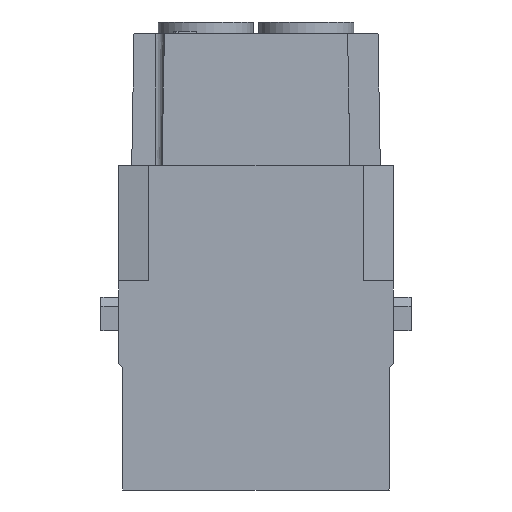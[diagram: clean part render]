
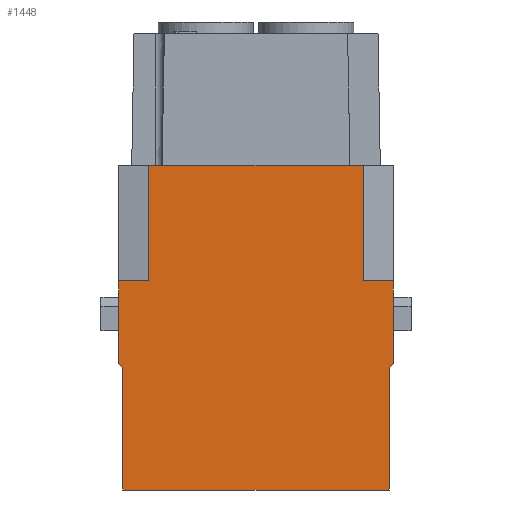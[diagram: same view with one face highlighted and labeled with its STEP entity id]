
A CAD part, left-side view. The second image highlights one B-rep face of the part: STEP entity #1448.
In plain terms, the highlighted planar face has unit normal (-1, 0, 0).
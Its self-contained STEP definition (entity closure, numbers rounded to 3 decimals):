
#1097=FACE_OUTER_BOUND('',#2319,.T.);
#1448=ADVANCED_FACE('',(#1097),#1709,.T.);
#1709=PLANE('',#6619);
#2319=EDGE_LOOP('',(#3084,#3085,#3086,#3087,#3088,#3089,#3090,#3091,#3092,
#3093,#3094,#3095));
#3084=ORIENTED_EDGE('',*,*,#4527,.F.);
#3085=ORIENTED_EDGE('',*,*,#4780,.F.);
#3086=ORIENTED_EDGE('',*,*,#4778,.T.);
#3087=ORIENTED_EDGE('',*,*,#4486,.T.);
#3088=ORIENTED_EDGE('',*,*,#4781,.T.);
#3089=ORIENTED_EDGE('',*,*,#4782,.T.);
#3090=ORIENTED_EDGE('',*,*,#4734,.T.);
#3091=ORIENTED_EDGE('',*,*,#4783,.T.);
#3092=ORIENTED_EDGE('',*,*,#4784,.T.);
#3093=ORIENTED_EDGE('',*,*,#4756,.T.);
#3094=ORIENTED_EDGE('',*,*,#4764,.T.);
#3095=ORIENTED_EDGE('',*,*,#4785,.F.);
#3993=VERTEX_POINT('',#8309);
#4000=VERTEX_POINT('',#8322);
#4041=VERTEX_POINT('',#8490);
#4042=VERTEX_POINT('',#8491);
#4198=VERTEX_POINT('',#9188);
#4199=VERTEX_POINT('',#9190);
#4219=VERTEX_POINT('',#9232);
#4220=VERTEX_POINT('',#9234);
#4225=VERTEX_POINT('',#9247);
#4231=VERTEX_POINT('',#9275);
#4232=VERTEX_POINT('',#9280);
#4233=VERTEX_POINT('',#9283);
#4486=EDGE_CURVE('',#3993,#4000,#5189,.T.);
#4527=EDGE_CURVE('',#4041,#4042,#5219,.T.);
#4734=EDGE_CURVE('',#4199,#4198,#5330,.T.);
#4756=EDGE_CURVE('',#4220,#4219,#5352,.T.);
#4764=EDGE_CURVE('',#4219,#4225,#5360,.T.);
#4778=EDGE_CURVE('',#4231,#3993,#5374,.T.);
#4780=EDGE_CURVE('',#4231,#4041,#5376,.T.);
#4781=EDGE_CURVE('',#4000,#4232,#5377,.T.);
#4782=EDGE_CURVE('',#4232,#4199,#5378,.T.);
#4783=EDGE_CURVE('',#4198,#4233,#5379,.T.);
#4784=EDGE_CURVE('',#4233,#4220,#5380,.T.);
#4785=EDGE_CURVE('',#4042,#4225,#5381,.T.);
#5189=LINE('',#8323,#5751);
#5219=LINE('',#8489,#5781);
#5330=LINE('',#9189,#5892);
#5352=LINE('',#9233,#5914);
#5360=LINE('',#9248,#5922);
#5374=LINE('',#9274,#5936);
#5376=LINE('',#9278,#5938);
#5377=LINE('',#9279,#5939);
#5378=LINE('',#9281,#5940);
#5379=LINE('',#9282,#5941);
#5380=LINE('',#9284,#5942);
#5381=LINE('',#9285,#5943);
#5751=VECTOR('',#6902,1.);
#5781=VECTOR('',#6950,1.);
#5892=VECTOR('',#7371,1.);
#5914=VECTOR('',#7395,1.);
#5922=VECTOR('',#7405,1.);
#5936=VECTOR('',#7433,1.);
#5938=VECTOR('',#7437,1.);
#5939=VECTOR('',#7438,1.);
#5940=VECTOR('',#7439,1.);
#5941=VECTOR('',#7440,1.);
#5942=VECTOR('',#7441,1.);
#5943=VECTOR('',#7442,1.);
#6619=AXIS2_PLACEMENT_3D('',#9286,#7443,#7444);
#6902=DIRECTION('',(0.,0.,1.));
#6950=DIRECTION('',(0.,1.,0.));
#7371=DIRECTION('',(0.,1.,0.));
#7395=DIRECTION('',(0.,0.,-1.));
#7405=DIRECTION('',(0.,-0.707,-0.707));
#7433=DIRECTION('',(0.,-0.707,0.707));
#7437=DIRECTION('',(0.,0.,-1.));
#7438=DIRECTION('',(0.,1.,0.));
#7439=DIRECTION('',(0.,0.,1.));
#7440=DIRECTION('',(0.,0.,-1.));
#7441=DIRECTION('',(0.,1.,0.));
#7442=DIRECTION('',(0.,0.,1.));
#7443=DIRECTION('',(-1.,0.,0.));
#7444=DIRECTION('',(0.,0.,-1.));
#8309=CARTESIAN_POINT('',(-22.05,-15.15,-3.6));
#8322=CARTESIAN_POINT('',(-22.05,-15.15,5.5));
#8323=CARTESIAN_POINT('',(-22.05,-15.15,-3.6));
#8489=CARTESIAN_POINT('',(-22.05,-15.435,-17.55));
#8490=CARTESIAN_POINT('',(-22.05,-14.7,-17.55));
#8491=CARTESIAN_POINT('',(-22.05,14.7,-17.55));
#9188=CARTESIAN_POINT('',(-22.05,11.8,18.25));
#9189=CARTESIAN_POINT('',(-22.05,-11.8,18.25));
#9190=CARTESIAN_POINT('',(-22.05,-11.8,18.25));
#9232=CARTESIAN_POINT('',(-22.05,15.15,-3.6));
#9233=CARTESIAN_POINT('',(-22.05,15.15,5.5));
#9234=CARTESIAN_POINT('',(-22.05,15.15,5.5));
#9247=CARTESIAN_POINT('',(-22.05,14.7,-4.05));
#9248=CARTESIAN_POINT('',(-22.05,15.15,-3.6));
#9274=CARTESIAN_POINT('',(-22.05,-14.7,-4.05));
#9275=CARTESIAN_POINT('',(-22.05,-14.7,-4.05));
#9278=CARTESIAN_POINT('',(-22.05,-14.7,-3.5));
#9279=CARTESIAN_POINT('',(-22.05,-15.15,5.5));
#9280=CARTESIAN_POINT('',(-22.05,-11.8,5.5));
#9281=CARTESIAN_POINT('',(-22.05,-11.8,5.5));
#9282=CARTESIAN_POINT('',(-22.05,11.8,18.25));
#9283=CARTESIAN_POINT('',(-22.05,11.8,5.5));
#9284=CARTESIAN_POINT('',(-22.05,11.8,5.5));
#9285=CARTESIAN_POINT('',(-22.05,14.7,-3.5));
#9286=CARTESIAN_POINT('',(-22.05,15.45,19.55));
